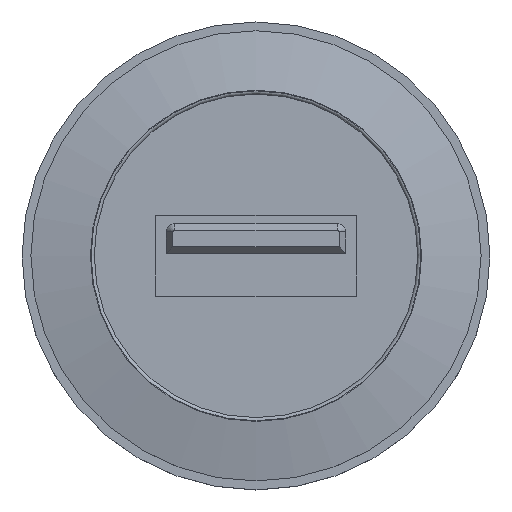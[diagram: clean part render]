
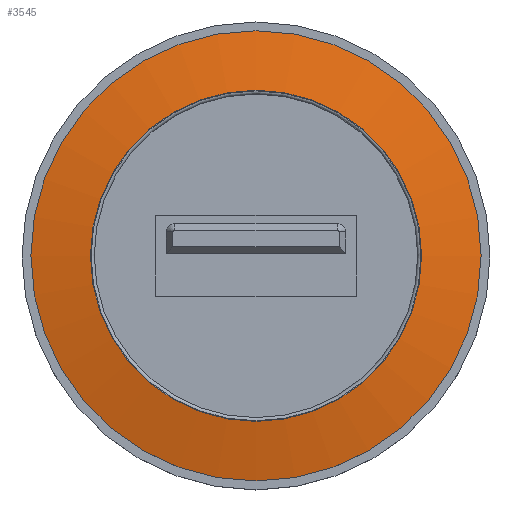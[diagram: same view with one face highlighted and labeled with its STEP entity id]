
A CAD part, top view. The second image highlights one B-rep face of the part: STEP entity #3545.
In plain terms, the highlighted conical face has half-angle 78.5 degrees and reference radius 12.107 mm.
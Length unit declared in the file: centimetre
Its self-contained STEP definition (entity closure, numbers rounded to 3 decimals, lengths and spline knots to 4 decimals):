
#350=FACE_BOUND($,#874,.T.);
#408=CONICAL_SURFACE($,#3762,1.2107,78.5);
#456=CIRCLE($,#3709,1.0264);
#470=CIRCLE($,#3761,1.395);
#656=FACE_OUTER_BOUND($,#873,.T.);
#873=EDGE_LOOP($,(#3280));
#874=EDGE_LOOP($,(#3281));
#1661=VERTEX_POINT($,#7729);
#1684=VERTEX_POINT($,#11295);
#2120=EDGE_CURVE($,#1661,#1661,#456,.T.);
#2218=EDGE_CURVE($,#1684,#1684,#470,.T.);
#3280=ORIENTED_EDGE($,*,*,#2120,.F.);
#3281=ORIENTED_EDGE($,*,*,#2218,.T.);
#3545=ADVANCED_FACE($,(#656,#350),#408,.T.);
#3709=AXIS2_PLACEMENT_3D($,#7730,#4301,#4302);
#3761=AXIS2_PLACEMENT_3D($,#11296,#4414,#4415);
#3762=AXIS2_PLACEMENT_3D($,#11297,#4416,#4417);
#4301=DIRECTION('center_axis',(0.,0.,
1.));
#4302=DIRECTION('ref_axis',(1.,0.,0.));
#4414=DIRECTION('center_axis',(0.,0.,
1.));
#4415=DIRECTION('ref_axis',(1.,0.,0.));
#4416=DIRECTION('center_axis',(0.,0.,
-1.));
#4417=DIRECTION('ref_axis',(1.,0.,0.));
#7729=CARTESIAN_POINT('',(1.0264,0.,0.15));
#7730=CARTESIAN_POINT('Origin',(0.,0.,
0.15));
#11295=CARTESIAN_POINT('',(1.395,0.,0.075));
#11296=CARTESIAN_POINT('Origin',(0.,0.,
0.075));
#11297=CARTESIAN_POINT('Origin',(0.,0.,
0.1125));
